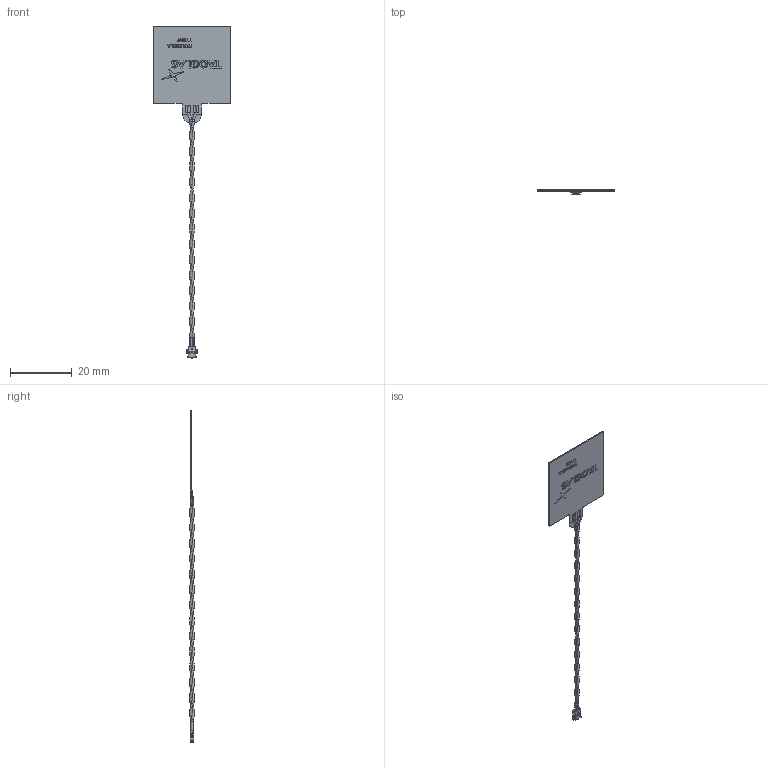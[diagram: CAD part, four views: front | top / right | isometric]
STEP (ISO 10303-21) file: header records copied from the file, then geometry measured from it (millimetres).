
FILE_DESCRIPTION (( 'STEP AP214' ), '1' );
FILE_NAME ('FXR.2525.52.0075X.A.dg_Web.STEP', '2024-07-30T08:56:59', ( '' ), ( '' ), 'SwSTEP 2.0', 'SolidWorks 2022', '' );
FILE_SCHEMA (( 'AUTOMOTIVE_DESIGN' ));
Length unit declared in the file: millimetre
Products named in the file (1): FXR.2525.52.0075X.A.dg_Web
Bounding box: 25 x 1.6 x 107.25 mm (x, y, z)
Surface area: 1759.2 mm2 (no closed solid volume)
Topology: 0 solids, 8 shells, 212 faces, 1074 edges, 828 vertices
Faces by surface type: plane 161, bspline 28, cylinder 19, cone 4
Entity records: 21326 total; most frequent: CARTESIAN_POINT 11437, ORIENTED_EDGE 1512, DIRECTION 1200, EDGE_CURVE 1066, VERTEX_POINT 828, LINE 706, VECTOR 706, B_SPLINE_CURVE_WITH_KNOTS 286
